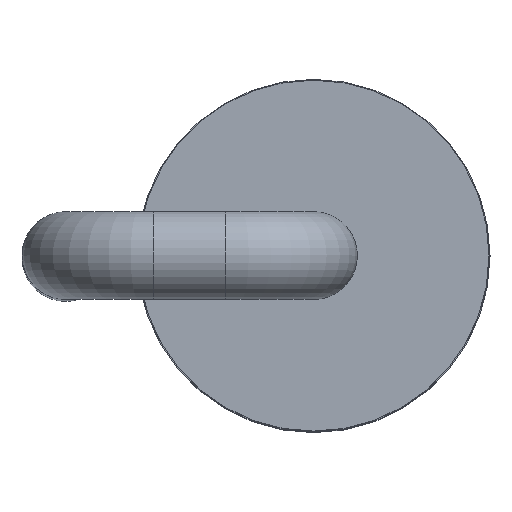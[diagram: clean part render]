
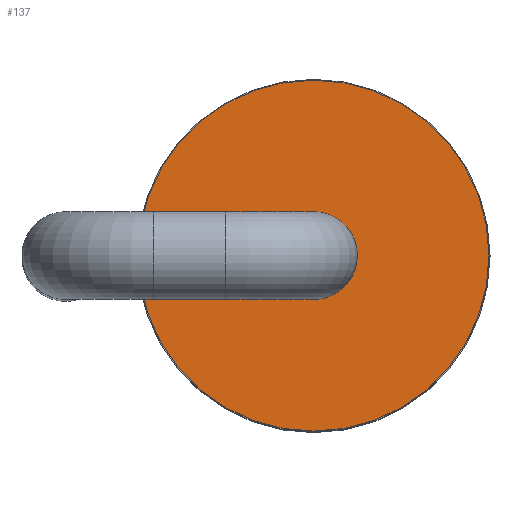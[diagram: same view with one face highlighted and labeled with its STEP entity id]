
A CAD part, top view. The second image highlights one B-rep face of the part: STEP entity #137.
In plain terms, the highlighted planar face has unit normal (0, 0, 1).
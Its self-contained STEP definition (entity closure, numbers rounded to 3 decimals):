
#89=DIRECTION('',(0.,0.,-1.));
#122=VERTEX_POINT('',#123);
#123=CARTESIAN_POINT('',(2.09,0.,8.1));
#128=EDGE_CURVE('',#122,#122,#129,.T.);
#129=CIRCLE('',#130,0.45);
#130=AXIS2_PLACEMENT_3D('',#131,#89,#132);
#131=CARTESIAN_POINT('',(2.54,0.,8.1));
#132=DIRECTION('',(-1.,0.,0.));
#137=ADVANCED_FACE('',(#138,#149),#152,.F.);
#138=FACE_BOUND('',#139,.T.);
#139=EDGE_LOOP('',(#140));
#140=ORIENTED_EDGE('',*,*,#141,.F.);
#141=EDGE_CURVE('',#142,#142,#144,.T.);
#142=VERTEX_POINT('',#143);
#143=CARTESIAN_POINT('',(4.34,0.,8.1));
#144=CIRCLE('',#145,1.8);
#145=AXIS2_PLACEMENT_3D('',#146,#147,#148);
#146=CARTESIAN_POINT('',(2.54,0.,8.1));
#147=DIRECTION('',(0.,0.,-1.));
#148=DIRECTION('',(1.,0.,0.));
#149=FACE_BOUND('',#150,.T.);
#150=EDGE_LOOP('',(#151));
#151=ORIENTED_EDGE('',*,*,#128,.T.);
#152=PLANE('',#145);
